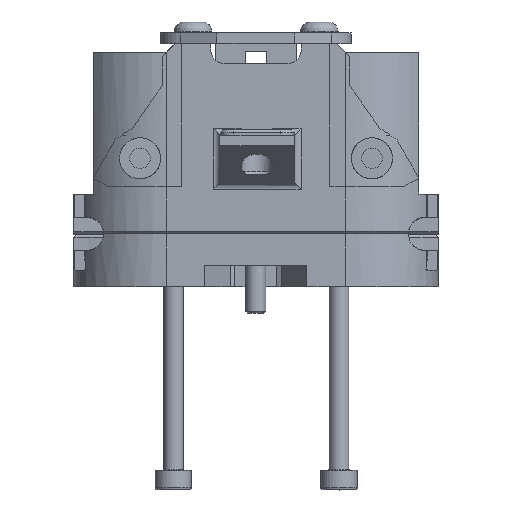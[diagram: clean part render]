
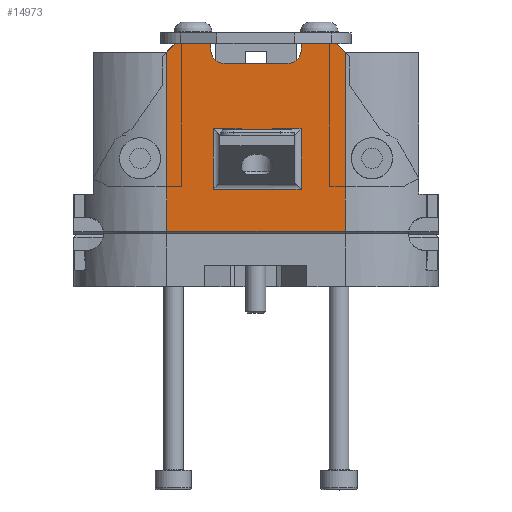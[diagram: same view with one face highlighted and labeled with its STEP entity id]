
A CAD part, top view. The second image highlights one B-rep face of the part: STEP entity #14973.
In plain terms, the highlighted face is planar.
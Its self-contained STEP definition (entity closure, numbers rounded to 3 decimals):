
#529=CIRCLE('',#16111,2.);
#531=CIRCLE('',#16115,2.);
#1327=FACE_OUTER_BOUND('',#2208,.T.);
#2208=EDGE_LOOP('',(#10768,#10769,#10770,#10771,#10772,#10773,#10774,#10775,
#10776,#10777,#10778,#10779));
#3563=LINE('',#22068,#4947);
#3577=LINE('',#22147,#4961);
#3823=LINE('',#22775,#5207);
#3826=LINE('',#22786,#5210);
#3832=LINE('',#22798,#5216);
#3842=LINE('',#22817,#5226);
#3846=LINE('',#22824,#5230);
#3847=LINE('',#22826,#5231);
#3848=LINE('',#22827,#5232);
#3849=LINE('',#22828,#5233);
#4947=VECTOR('',#17769,10.);
#4961=VECTOR('',#17801,10.);
#5207=VECTOR('',#18215,10.);
#5210=VECTOR('',#18226,10.);
#5216=VECTOR('',#18234,10.);
#5226=VECTOR('',#18250,10.);
#5230=VECTOR('',#18256,10.);
#5231=VECTOR('',#18257,10.);
#5232=VECTOR('',#18258,10.);
#5233=VECTOR('',#18259,10.);
#6322=VERTEX_POINT('',#22065);
#6323=VERTEX_POINT('',#22067);
#6342=VERTEX_POINT('',#22144);
#6343=VERTEX_POINT('',#22146);
#6572=VERTEX_POINT('',#22764);
#6573=VERTEX_POINT('',#22766);
#6575=VERTEX_POINT('',#22773);
#6578=VERTEX_POINT('',#22780);
#6579=VERTEX_POINT('',#22782);
#6584=VERTEX_POINT('',#22797);
#6590=VERTEX_POINT('',#22815);
#6593=VERTEX_POINT('',#22825);
#7878=EDGE_CURVE('',#6322,#6323,#3563,.T.);
#7900=EDGE_CURVE('',#6343,#6342,#3577,.T.);
#8183=EDGE_CURVE('',#6572,#6573,#529,.T.);
#8188=EDGE_CURVE('',#6572,#6575,#3823,.F.);
#8191=EDGE_CURVE('',#6578,#6579,#531,.T.);
#8193=EDGE_CURVE('',#6573,#6578,#3826,.T.);
#8199=EDGE_CURVE('',#6323,#6584,#3832,.T.);
#8209=EDGE_CURVE('',#6590,#6342,#3842,.T.);
#8213=EDGE_CURVE('',#6343,#6322,#3846,.T.);
#8214=EDGE_CURVE('',#6593,#6590,#3847,.T.);
#8215=EDGE_CURVE('',#6593,#6579,#3848,.F.);
#8216=EDGE_CURVE('',#6584,#6575,#3849,.T.);
#10768=ORIENTED_EDGE('',*,*,#8199,.F.);
#10769=ORIENTED_EDGE('',*,*,#7878,.F.);
#10770=ORIENTED_EDGE('',*,*,#8213,.F.);
#10771=ORIENTED_EDGE('',*,*,#7900,.T.);
#10772=ORIENTED_EDGE('',*,*,#8209,.F.);
#10773=ORIENTED_EDGE('',*,*,#8214,.F.);
#10774=ORIENTED_EDGE('',*,*,#8215,.T.);
#10775=ORIENTED_EDGE('',*,*,#8191,.F.);
#10776=ORIENTED_EDGE('',*,*,#8193,.F.);
#10777=ORIENTED_EDGE('',*,*,#8183,.F.);
#10778=ORIENTED_EDGE('',*,*,#8188,.T.);
#10779=ORIENTED_EDGE('',*,*,#8216,.F.);
#14439=PLANE('',#16121);
#14973=ADVANCED_FACE('',(#1327),#14439,.T.);
#16111=AXIS2_PLACEMENT_3D('',#22767,#18207,#18208);
#16115=AXIS2_PLACEMENT_3D('',#22783,#18221,#18222);
#16121=AXIS2_PLACEMENT_3D('',#22823,#18254,#18255);
#17769=DIRECTION('',(0.,0.,1.));
#17801=DIRECTION('',(0.,0.,1.));
#18207=DIRECTION('center_axis',(0.,-1.,0.));
#18208=DIRECTION('ref_axis',(-0.707,0.,-0.707));
#18215=DIRECTION('',(0.,0.,-1.));
#18221=DIRECTION('center_axis',(0.,-1.,0.));
#18222=DIRECTION('ref_axis',(0.707,0.,-0.707));
#18226=DIRECTION('',(1.,0.,0.));
#18234=DIRECTION('',(0.707,0.,0.707));
#18250=DIRECTION('',(0.707,0.,-0.707));
#18254=DIRECTION('center_axis',(0.,-1.,0.));
#18255=DIRECTION('ref_axis',(1.,0.,0.));
#18256=DIRECTION('',(-1.,0.,0.));
#18257=DIRECTION('',(1.,0.,0.));
#18258=DIRECTION('',(0.,0.,1.));
#18259=DIRECTION('',(1.,0.,0.));
#22065=CARTESIAN_POINT('',(-13.5,-151.704,82.312));
#22067=CARTESIAN_POINT('',(-13.5,-151.704,109.276));
#22068=CARTESIAN_POINT('',(-13.5,-151.704,76.912));
#22144=CARTESIAN_POINT('',(13.5,-151.704,109.276));
#22146=CARTESIAN_POINT('',(13.5,-151.704,82.312));
#22147=CARTESIAN_POINT('',(13.5,-151.704,76.912));
#22764=CARTESIAN_POINT('',(-6.812,-151.704,109.63));
#22766=CARTESIAN_POINT('',(-4.812,-151.704,107.63));
#22767=CARTESIAN_POINT('Origin',(-4.812,-151.704,109.63));
#22773=CARTESIAN_POINT('',(-6.812,-151.704,110.636));
#22775=CARTESIAN_POINT('',(-6.812,-151.704,90.6));
#22780=CARTESIAN_POINT('',(4.812,-151.704,107.63));
#22782=CARTESIAN_POINT('',(6.812,-151.704,109.63));
#22783=CARTESIAN_POINT('Origin',(4.812,-151.704,109.63));
#22786=CARTESIAN_POINT('',(-12.041,-151.704,107.63));
#22797=CARTESIAN_POINT('',(-12.14,-151.704,110.636));
#22798=CARTESIAN_POINT('',(-21.411,-151.704,101.365));
#22815=CARTESIAN_POINT('',(12.139,-151.704,110.636));
#22817=CARTESIAN_POINT('',(14.66,-151.704,108.115));
#22823=CARTESIAN_POINT('Origin',(-13.5,-151.704,76.912));
#22824=CARTESIAN_POINT('',(-12.041,-151.704,82.312));
#22825=CARTESIAN_POINT('',(6.812,-151.704,110.636));
#22826=CARTESIAN_POINT('',(-6.75,-151.704,110.636));
#22827=CARTESIAN_POINT('',(6.812,-151.704,90.6));
#22828=CARTESIAN_POINT('',(-6.75,-151.704,110.636));
